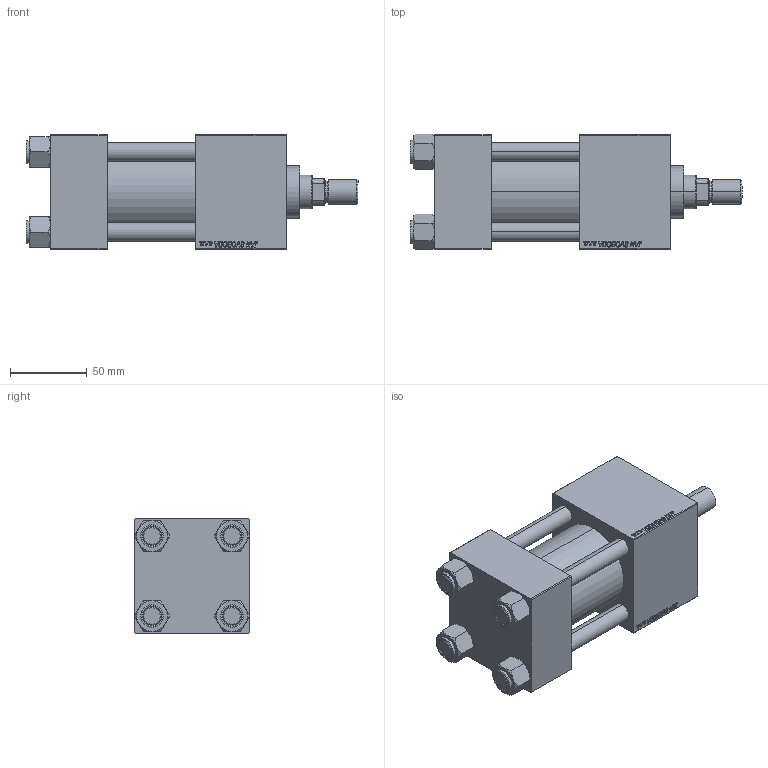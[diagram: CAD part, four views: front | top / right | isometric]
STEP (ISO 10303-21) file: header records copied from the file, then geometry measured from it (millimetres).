
FILE_DESCRIPTION (( 'STEP AP203' ), '1' );
FILE_NAME ('0901.STEP', '2023-04-18T11:20:28', ( '' ), ( '' ), 'SwSTEP 2.0', 'SolidWorks 2019', '' );
FILE_SCHEMA (( 'CONFIG_CONTROL_DESIGN' ));
Length unit declared in the file: millimetre
Products named in the file (7): 0901; V215CD_Body_C 09c5a299ccb12f4f9a95c966bb277315; NUT_M5_V215CD_C 09c5a299ccb12f4f9a95c966bb277315; V215CD_C_TYCINKA 09c5a299ccb12f4f9a95c966bb277315; ROD_END_AH 09c5a299ccb12f4f9a95c966bb277315; V215CD_VCP_C 09c5a299ccb12f4f9a95c966bb277315; V215CD_VC_C 09c5a299ccb12f4f9a95c966bb277315
Assembly tree (12 placements, depth 2):
  0901
    V215CD_Body_C 09c5a299ccb12f4f9a95c966bb277315
    V215CD_VC_C 09c5a299ccb12f4f9a95c966bb277315
    V215CD_VCP_C 09c5a299ccb12f4f9a95c966bb277315
    V215CD_C_TYCINKA 09c5a299ccb12f4f9a95c966bb277315  x4
    NUT_M5_V215CD_C 09c5a299ccb12f4f9a95c966bb277315  x4
    ROD_END_AH 09c5a299ccb12f4f9a95c966bb277315
Bounding box: 217 x 75.54 x 75 mm (x, y, z)
Volume: 661645.5 mm3; surface area: 148716.4 mm2
Topology: 12 solids, 12 shells, 1162 faces, 2899 edges, 1881 vertices
Faces by surface type: plane 530, bspline 392, cone 140, cylinder 90, torus 10
Entity records: 50668 total; most frequent: CARTESIAN_POINT 27170, ORIENTED_EDGE 5290, DIRECTION 3373, EDGE_CURVE 2645, VERTEX_POINT 1737, LINE 1597, VECTOR 1597, EDGE_LOOP 1174
